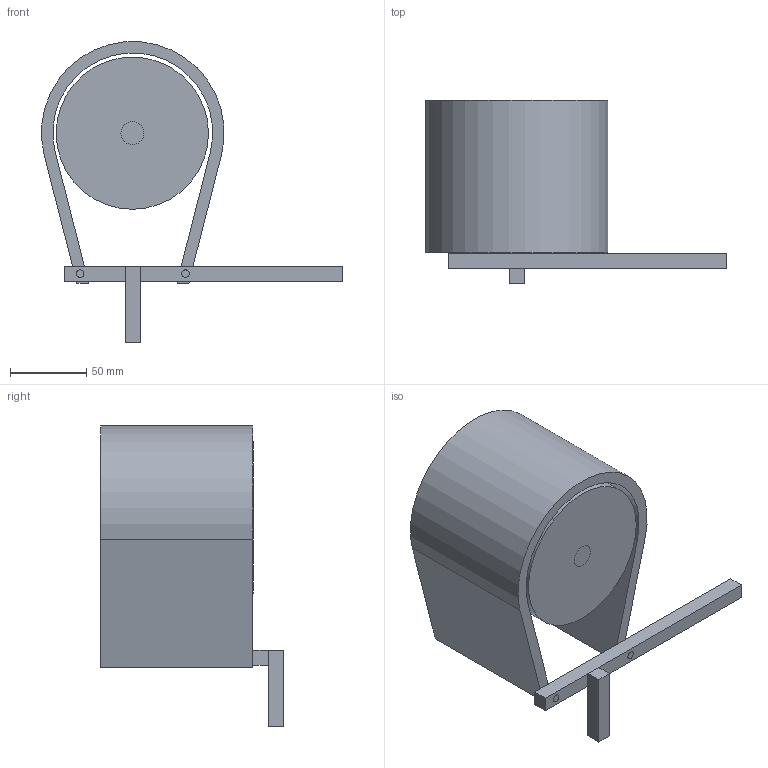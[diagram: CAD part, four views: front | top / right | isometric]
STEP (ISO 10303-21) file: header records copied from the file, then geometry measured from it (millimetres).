
FILE_DESCRIPTION(/* description */ (''),/* implementation_level */ '2;1');
FILE_NAME(/* name */ 'Band Brake .step',/* time_stamp */ '2020-11-03T21:00:26+06:00',/* author */ (''),/* organization */ (''),/* preprocessor_version */ 'ST-DEVELOPER v18.1',/* originating_system */ 'Autodesk Translation Framework v9.3.0.1241',/* authorisation */ '');
FILE_SCHEMA (('AUTOMOTIVE_DESIGN { 1 0 10303 214 3 1 1 }'));
Length unit declared in the file: millimetre
Products named in the file (8): Band Brake; Drum; Component2; Component6; Component7; Component8; Component9; Component12
Assembly tree (7 placements, depth 2):
  Band Brake
    Drum
    Component2
    Component6
    Component7
    Component8
    Component9
    Component12
Bounding box: 197.42 x 120 x 197.25 mm (x, y, z)
Volume: 1093365.2 mm3; surface area: 156519.8 mm2
Topology: 7 solids, 7 shells, 42 faces, 81 edges, 54 vertices
Faces by surface type: plane 29, cylinder 13
Full cylindrical faces by diameter (mm): 5 x8, 15 x2, 100 x1
Entity records: 1368 total; most frequent: DIRECTION 221, CARTESIAN_POINT 192, ORIENTED_EDGE 162, AXIS2_PLACEMENT_3D 83, EDGE_CURVE 81, EDGE_LOOP 55, LINE 55, VECTOR 55
